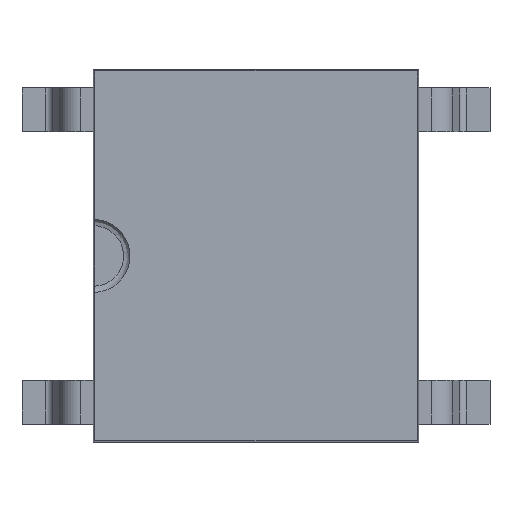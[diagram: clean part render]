
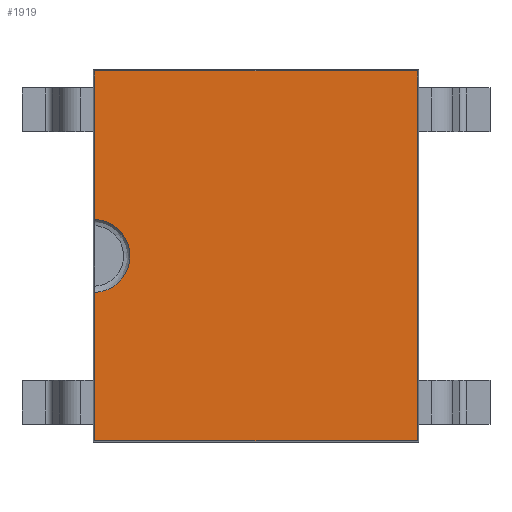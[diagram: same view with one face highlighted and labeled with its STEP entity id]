
A CAD part, top view. The second image highlights one B-rep face of the part: STEP entity #1919.
In plain terms, the highlighted planar face has unit normal (0, 0, 1).
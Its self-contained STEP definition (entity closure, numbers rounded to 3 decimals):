
#6 = PLANE ( 'NONE',  #2096 ) ;
#19 = VERTEX_POINT ( 'NONE', #1802 ) ;
#62 = VERTEX_POINT ( 'NONE', #1667 ) ;
#115 = VECTOR ( 'NONE', #365, 1000. ) ;
#181 = DIRECTION ( 'NONE',  ( 0., 0., 1. ) ) ;
#211 = EDGE_CURVE ( 'NONE', #62, #258, #1495, .T. ) ;
#250 = LINE ( 'NONE', #392, #692 ) ;
#258 = VERTEX_POINT ( 'NONE', #372 ) ;
#301 = VECTOR ( 'NONE', #837, 1000. ) ;
#305 = VECTOR ( 'NONE', #500, 1000. ) ;
#322 = LINE ( 'NONE', #2063, #301 ) ;
#365 = DIRECTION ( 'NONE',  ( 0., 1., 0. ) ) ;
#372 = CARTESIAN_POINT ( 'NONE',  ( -2.204, -0.5, 1.45 ) ) ;
#392 = CARTESIAN_POINT ( 'NONE',  ( 2.225, 2.529, 1.45 ) ) ;
#408 = DIRECTION ( 'NONE',  ( 1., 0., 0. ) ) ;
#500 = DIRECTION ( 'NONE',  ( -1., 0., 0. ) ) ;
#533 = DIRECTION ( 'NONE',  ( 1., 0., 0. ) ) ;
#551 = VERTEX_POINT ( 'NONE', #759 ) ;
#659 = VECTOR ( 'NONE', #1183, 1000. ) ;
#692 = VECTOR ( 'NONE', #408, 1000. ) ;
#703 = FACE_OUTER_BOUND ( 'NONE', #1420, .T. ) ;
#731 = ORIENTED_EDGE ( 'NONE', *, *, #1081, .F. ) ;
#733 = LINE ( 'NONE', #1449, #115 ) ;
#759 = CARTESIAN_POINT ( 'NONE',  ( -2.204, -2.529, 1.45 ) ) ;
#837 = DIRECTION ( 'NONE',  ( 0., -1., 0. ) ) ;
#915 = EDGE_CURVE ( 'NONE', #551, #258, #733, .T. ) ;
#1018 = ORIENTED_EDGE ( 'NONE', *, *, #915, .F. ) ;
#1072 = CARTESIAN_POINT ( 'NONE',  ( -2.225, 0., 1.45 ) ) ;
#1081 = EDGE_CURVE ( 'NONE', #19, #1936, #322, .T. ) ;
#1119 = ORIENTED_EDGE ( 'NONE', *, *, #1210, .F. ) ;
#1183 = DIRECTION ( 'NONE',  ( 0., 1., 0. ) ) ;
#1210 = EDGE_CURVE ( 'NONE', #1936, #551, #1394, .T. ) ;
#1237 = AXIS2_PLACEMENT_3D ( 'NONE', #1072, #1741, #1762 ) ;
#1255 = ORIENTED_EDGE ( 'NONE', *, *, #1786, .F. ) ;
#1312 = ORIENTED_EDGE ( 'NONE', *, *, #211, .T. ) ;
#1336 = EDGE_CURVE ( 'NONE', #1920, #19, #250, .T. ) ;
#1394 = LINE ( 'NONE', #1921, #305 ) ;
#1420 = EDGE_LOOP ( 'NONE', ( #1255, #1312, #1018, #1119, #731, #2111 ) ) ;
#1426 = CARTESIAN_POINT ( 'NONE',  ( 0., 0., 1.45 ) ) ;
#1449 = CARTESIAN_POINT ( 'NONE',  ( -2.204, 2.55, 1.45 ) ) ;
#1495 = CIRCLE ( 'NONE', #1237, 0.5 ) ;
#1667 = CARTESIAN_POINT ( 'NONE',  ( -2.204, 0.5, 1.45 ) ) ;
#1668 = CARTESIAN_POINT ( 'NONE',  ( 2.204, -2.529, 1.45 ) ) ;
#1683 = CARTESIAN_POINT ( 'NONE',  ( -2.204, 2.55, 1.45 ) ) ;
#1741 = DIRECTION ( 'NONE',  ( 0., 0., -1. ) ) ;
#1762 = DIRECTION ( 'NONE',  ( 1., 0., 0. ) ) ;
#1786 = EDGE_CURVE ( 'NONE', #62, #1920, #2077, .T. ) ;
#1802 = CARTESIAN_POINT ( 'NONE',  ( 2.204, 2.529, 1.45 ) ) ;
#1919 = ADVANCED_FACE ( 'NONE', ( #703 ), #6, .T. ) ;
#1920 = VERTEX_POINT ( 'NONE', #1939 ) ;
#1921 = CARTESIAN_POINT ( 'NONE',  ( -2.225, -2.529, 1.45 ) ) ;
#1936 = VERTEX_POINT ( 'NONE', #1668 ) ;
#1939 = CARTESIAN_POINT ( 'NONE',  ( -2.204, 2.529, 1.45 ) ) ;
#2063 = CARTESIAN_POINT ( 'NONE',  ( 2.204, -2.55, 1.45 ) ) ;
#2077 = LINE ( 'NONE', #1683, #659 ) ;
#2096 = AXIS2_PLACEMENT_3D ( 'NONE', #1426, #181, #533 ) ;
#2111 = ORIENTED_EDGE ( 'NONE', *, *, #1336, .F. ) ;
